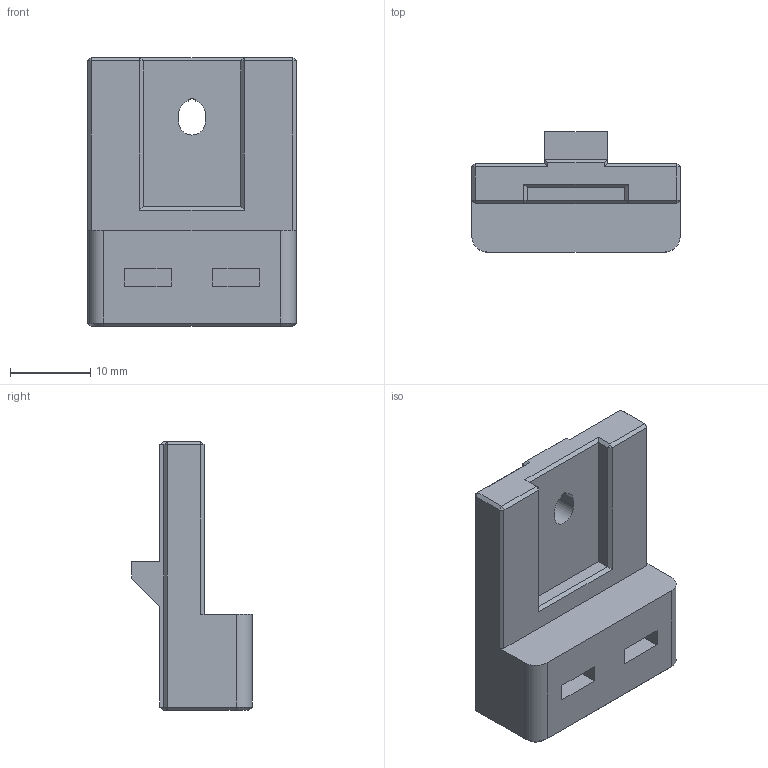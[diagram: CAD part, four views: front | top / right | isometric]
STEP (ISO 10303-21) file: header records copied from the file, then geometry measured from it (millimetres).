
FILE_DESCRIPTION(('FreeCAD Model'),'2;1');
FILE_NAME('head-rev2.step','2020-04-24T00:33:26',('Author'),(''), 'Open CASCADE STEP processor 7.3','FreeCAD','Unknown');
FILE_SCHEMA(('AUTOMOTIVE_DESIGN { 1 0 10303 214 1 1 1 1 }'));
Length unit declared in the file: millimetre
Products named in the file (1): head-rev2-exp
Bounding box: 26 x 15 x 33.5 mm (x, y, z)
Volume: 5516.6 mm3; surface area: 3358.3 mm2
Topology: 1 solids, 1 shells, 91 faces, 215 edges, 130 vertices
Faces by surface type: plane 69, cylinder 10, cone 8, bspline 4
Full cylindrical faces by diameter (mm): 3.3 x4
Entity records: 6064 total; most frequent: CARTESIAN_POINT 1115, DIRECTION 771, LINE 512, VECTOR 512, ORIENTED_EDGE 430, PCURVE 430, DEFINITIONAL_REPRESENTATION 430, EDGE_CURVE 215
